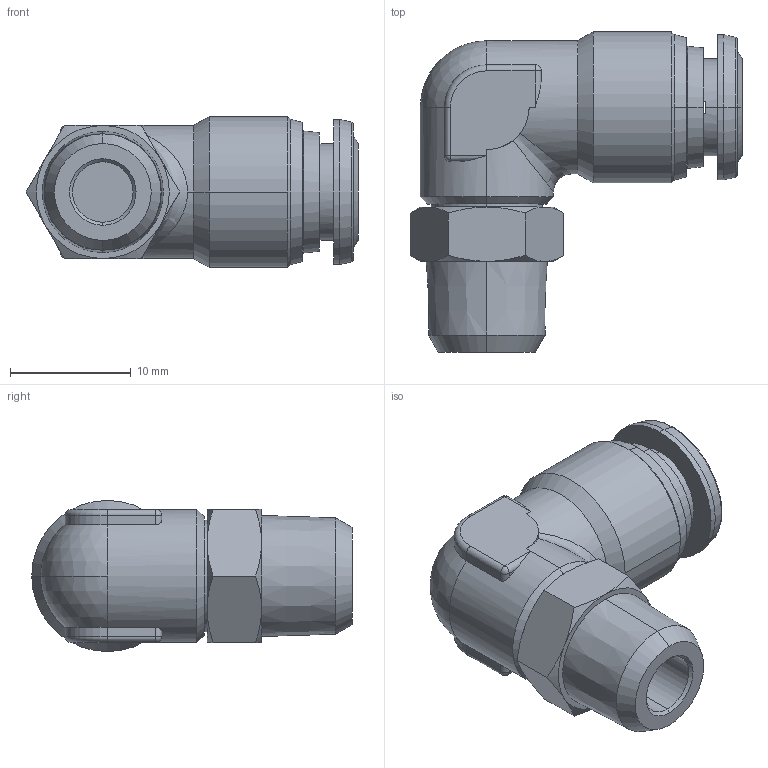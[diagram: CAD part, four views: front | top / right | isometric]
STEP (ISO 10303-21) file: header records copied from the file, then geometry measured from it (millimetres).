
FILE_DESCRIPTION (( 'STEP AP214' ), '1' );
FILE_NAME ('6011000003.step', '2012-10-16T16:32:08', ( '' ), ( '' ), 'SwSTEP 2.0', 'SolidWorks 2012', '' );
FILE_SCHEMA (( 'AUTOMOTIVE_DESIGN' ));
Length unit declared in the file: millimetre
Products named in the file (1): 6011000003
Bounding box: 27.45 x 26.5 x 12.5 mm (x, y, z)
Volume: 3526.3 mm3; surface area: 2163.2 mm2
Topology: 1 solids, 1 shells, 122 faces, 282 edges, 165 vertices
Faces by surface type: cone 38, cylinder 36, plane 33, torus 8, sphere 6, bspline 1
Entity records: 5014 total; most frequent: CARTESIAN_POINT 878, DIRECTION 614, ORIENTED_EDGE 556, EDGE_CURVE 278, AXIS2_PLACEMENT_3D 255, VERTEX_POINT 165, EDGE_LOOP 133, CIRCLE 133
